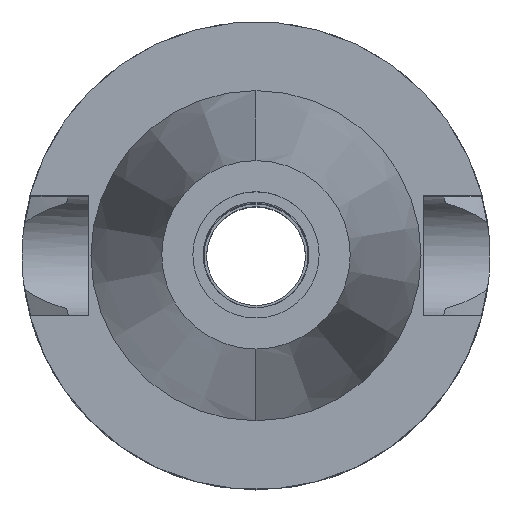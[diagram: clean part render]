
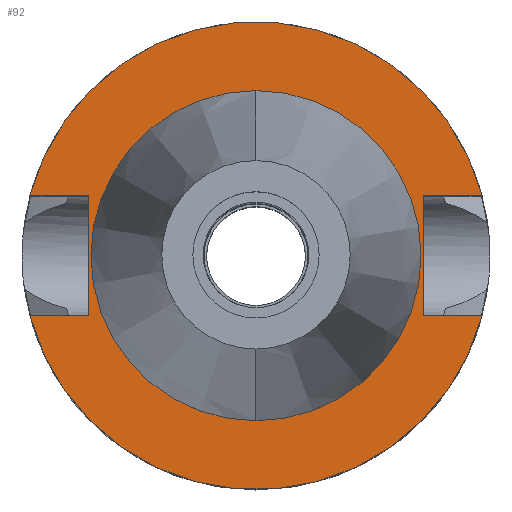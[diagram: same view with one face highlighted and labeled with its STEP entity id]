
A CAD part, top view. The second image highlights one B-rep face of the part: STEP entity #92.
In plain terms, the highlighted planar face has unit normal (0, 0, 1).
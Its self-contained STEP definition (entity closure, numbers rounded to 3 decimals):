
#92 = ADVANCED_FACE ( 'NONE', ( #1077, #2321 ), #1605, .F. ) ;
#113 = EDGE_CURVE ( 'NONE', #612, #2997, #2349, .T. ) ;
#142 = ORIENTED_EDGE ( 'NONE', *, *, #912, .F. ) ;
#147 = DIRECTION ( 'NONE',  ( 0., 1., 0. ) ) ;
#167 = DIRECTION ( 'NONE',  ( -1., 0., 0. ) ) ;
#255 = DIRECTION ( 'NONE',  ( 0., -1., 0. ) ) ;
#261 = DIRECTION ( 'NONE',  ( 1., 0., 0. ) ) ;
#298 = CARTESIAN_POINT ( 'NONE',  ( 0., -22.225, -1. ) ) ;
#310 = VECTOR ( 'NONE', #261, 1000. ) ;
#330 = DIRECTION ( 'NONE',  ( 0., -1., 0. ) ) ;
#377 = EDGE_CURVE ( 'NONE', #2401, #2521, #2689, .T. ) ;
#484 = AXIS2_PLACEMENT_3D ( 'NONE', #3100, #2849, #917 ) ;
#527 = VECTOR ( 'NONE', #2780, 1000. ) ;
#548 = DIRECTION ( 'NONE',  ( 0., 1., 0. ) ) ;
#612 = VERTEX_POINT ( 'NONE', #2005 ) ;
#619 = VERTEX_POINT ( 'NONE', #2507 ) ;
#656 = CARTESIAN_POINT ( 'NONE',  ( 0., 0., -1. ) ) ;
#662 = DIRECTION ( 'NONE',  ( 0., -1., 0. ) ) ;
#813 = AXIS2_PLACEMENT_3D ( 'NONE', #2311, #3041, #662 ) ;
#867 = CARTESIAN_POINT ( 'NONE',  ( -22.5, 8.05, -1. ) ) ;
#893 = CARTESIAN_POINT ( 'NONE',  ( 22.5, 8.05, -1. ) ) ;
#905 = LINE ( 'NONE', #947, #310 ) ;
#912 = EDGE_CURVE ( 'NONE', #1097, #1406, #905, .T. ) ;
#917 = DIRECTION ( 'NONE',  ( 0., -1., 0. ) ) ;
#947 = CARTESIAN_POINT ( 'NONE',  ( 22.5, -8.05, -1. ) ) ;
#957 = ORIENTED_EDGE ( 'NONE', *, *, #1218, .F. ) ;
#1034 = ORIENTED_EDGE ( 'NONE', *, *, #2369, .F. ) ;
#1055 = CIRCLE ( 'NONE', #813, 31.5 ) ;
#1060 = LINE ( 'NONE', #893, #527 ) ;
#1074 = VECTOR ( 'NONE', #167, 1000. ) ;
#1077 = FACE_OUTER_BOUND ( 'NONE', #2527, .T. ) ;
#1092 = ORIENTED_EDGE ( 'NONE', *, *, #113, .T. ) ;
#1097 = VERTEX_POINT ( 'NONE', #2059 ) ;
#1144 = ORIENTED_EDGE ( 'NONE', *, *, #2353, .T. ) ;
#1170 = VECTOR ( 'NONE', #2839, 1000. ) ;
#1218 = EDGE_CURVE ( 'NONE', #1878, #1699, #1367, .T. ) ;
#1237 = CARTESIAN_POINT ( 'NONE',  ( 0., 0., -1. ) ) ;
#1366 = CARTESIAN_POINT ( 'NONE',  ( 0., 0., -1. ) ) ;
#1367 = CIRCLE ( 'NONE', #2612, 22.225 ) ;
#1381 = CIRCLE ( 'NONE', #484, 22.225 ) ;
#1406 = VERTEX_POINT ( 'NONE', #2344 ) ;
#1448 = CARTESIAN_POINT ( 'NONE',  ( -30.454, 8.05, -1. ) ) ;
#1570 = CIRCLE ( 'NONE', #2142, 31.5 ) ;
#1605 = PLANE ( 'NONE',  #2364 ) ;
#1606 = LINE ( 'NONE', #2530, #1170 ) ;
#1665 = CARTESIAN_POINT ( 'NONE',  ( 22.5, 8.05, -1. ) ) ;
#1699 = VERTEX_POINT ( 'NONE', #298 ) ;
#1702 = CARTESIAN_POINT ( 'NONE',  ( -22.5, 8.05, -1. ) ) ;
#1705 = ORIENTED_EDGE ( 'NONE', *, *, #1956, .F. ) ;
#1716 = LINE ( 'NONE', #1665, #1889 ) ;
#1723 = CARTESIAN_POINT ( 'NONE',  ( -30.454, -8.05, -1. ) ) ;
#1778 = EDGE_CURVE ( 'NONE', #1406, #2997, #1055, .T. ) ;
#1871 = EDGE_CURVE ( 'NONE', #2521, #2413, #1570, .T. ) ;
#1878 = VERTEX_POINT ( 'NONE', #2118 ) ;
#1889 = VECTOR ( 'NONE', #255, 1000. ) ;
#1941 = ORIENTED_EDGE ( 'NONE', *, *, #377, .F. ) ;
#1956 = EDGE_CURVE ( 'NONE', #619, #1097, #1716, .T. ) ;
#2005 = CARTESIAN_POINT ( 'NONE',  ( -22.5, -8.05, -1. ) ) ;
#2015 = DIRECTION ( 'NONE',  ( 0., 0., 1. ) ) ;
#2059 = CARTESIAN_POINT ( 'NONE',  ( 22.5, -8.05, -1. ) ) ;
#2066 = DIRECTION ( 'NONE',  ( 0., 0., -1. ) ) ;
#2081 = ORIENTED_EDGE ( 'NONE', *, *, #2867, .F. ) ;
#2118 = CARTESIAN_POINT ( 'NONE',  ( 0., 22.225, -1. ) ) ;
#2142 = AXIS2_PLACEMENT_3D ( 'NONE', #1366, #3023, #147 ) ;
#2259 = VECTOR ( 'NONE', #2452, 1000. ) ;
#2285 = CARTESIAN_POINT ( 'NONE',  ( 30.454, 8.05, -1. ) ) ;
#2311 = CARTESIAN_POINT ( 'NONE',  ( 0., 0., -1. ) ) ;
#2321 = FACE_BOUND ( 'NONE', #2482, .T. ) ;
#2344 = CARTESIAN_POINT ( 'NONE',  ( 30.454, -8.05, -1. ) ) ;
#2349 = LINE ( 'NONE', #2554, #1074 ) ;
#2353 = EDGE_CURVE ( 'NONE', #619, #2413, #1060, .T. ) ;
#2364 = AXIS2_PLACEMENT_3D ( 'NONE', #656, #2066, #330 ) ;
#2369 = EDGE_CURVE ( 'NONE', #612, #2401, #1606, .T. ) ;
#2401 = VERTEX_POINT ( 'NONE', #867 ) ;
#2413 = VERTEX_POINT ( 'NONE', #2285 ) ;
#2452 = DIRECTION ( 'NONE',  ( -1., 0., 0. ) ) ;
#2482 = EDGE_LOOP ( 'NONE', ( #957, #2081 ) ) ;
#2496 = ORIENTED_EDGE ( 'NONE', *, *, #1778, .F. ) ;
#2507 = CARTESIAN_POINT ( 'NONE',  ( 22.5, 8.05, -1. ) ) ;
#2521 = VERTEX_POINT ( 'NONE', #1448 ) ;
#2527 = EDGE_LOOP ( 'NONE', ( #1092, #2496, #142, #1705, #1144, #2967, #1941, #1034 ) ) ;
#2530 = CARTESIAN_POINT ( 'NONE',  ( -22.5, -8.05, -1. ) ) ;
#2554 = CARTESIAN_POINT ( 'NONE',  ( -22.5, -8.05, -1. ) ) ;
#2612 = AXIS2_PLACEMENT_3D ( 'NONE', #1237, #2015, #548 ) ;
#2689 = LINE ( 'NONE', #1702, #2259 ) ;
#2780 = DIRECTION ( 'NONE',  ( 1., 0., 0. ) ) ;
#2839 = DIRECTION ( 'NONE',  ( 0., 1., 0. ) ) ;
#2849 = DIRECTION ( 'NONE',  ( 0., 0., 1. ) ) ;
#2867 = EDGE_CURVE ( 'NONE', #1699, #1878, #1381, .T. ) ;
#2967 = ORIENTED_EDGE ( 'NONE', *, *, #1871, .F. ) ;
#2997 = VERTEX_POINT ( 'NONE', #1723 ) ;
#3023 = DIRECTION ( 'NONE',  ( 0., 0., -1. ) ) ;
#3041 = DIRECTION ( 'NONE',  ( 0., 0., -1. ) ) ;
#3100 = CARTESIAN_POINT ( 'NONE',  ( 0., 0., -1. ) ) ;
